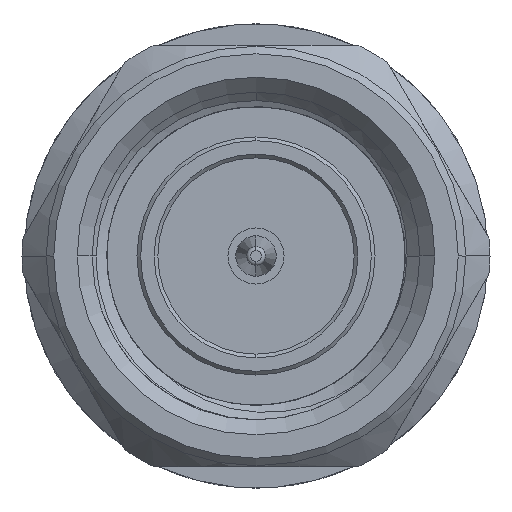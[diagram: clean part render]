
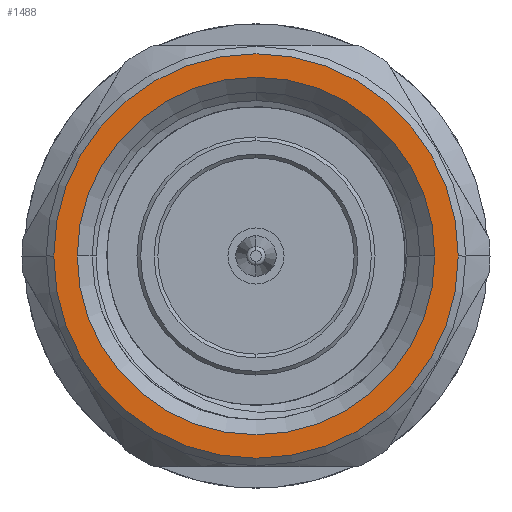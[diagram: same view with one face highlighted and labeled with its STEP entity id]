
A CAD part, left-side view. The second image highlights one B-rep face of the part: STEP entity #1488.
In plain terms, the highlighted planar face has unit normal (-1, 0, 0).
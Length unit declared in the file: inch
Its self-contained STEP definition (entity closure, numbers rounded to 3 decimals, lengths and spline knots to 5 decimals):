
#35 = AXIS2_PLACEMENT_3D ( 'NONE', #434, #1858, #2510 ) ;
#91 = FACE_OUTER_BOUND ( 'NONE', #1657, .T. ) ;
#93 = EDGE_CURVE ( 'NONE', #2547, #2009, #4202, .T. ) ;
#101 = CIRCLE ( 'NONE', #766, 0.23875 ) ;
#428 = CARTESIAN_POINT ( 'NONE',  ( 0., 0., 0. ) ) ;
#434 = CARTESIAN_POINT ( 'NONE',  ( 0., 0.2701, 0. ) ) ;
#575 = ORIENTED_EDGE ( 'NONE', *, *, #2320, .T. ) ;
#755 = EDGE_LOOP ( 'NONE', ( #3776, #575 ) ) ;
#766 = AXIS2_PLACEMENT_3D ( 'NONE', #3091, #2051, #1672 ) ;
#1081 = DIRECTION ( 'NONE',  ( -1., 0., 0. ) ) ;
#1088 = PLANE ( 'NONE',  #35 ) ;
#1171 = DIRECTION ( 'NONE',  ( 0., -1., 0. ) ) ;
#1224 = EDGE_CURVE ( 'NONE', #2009, #2547, #4462, .T. ) ;
#1247 = CARTESIAN_POINT ( 'NONE',  ( 0., 0.2701, 0. ) ) ;
#1488 = ADVANCED_FACE ( 'NONE', ( #91, #4331 ), #1088, .F. ) ;
#1657 = EDGE_LOOP ( 'NONE', ( #3226, #1903 ) ) ;
#1672 = DIRECTION ( 'NONE',  ( 0., -1., 0. ) ) ;
#1819 = AXIS2_PLACEMENT_3D ( 'NONE', #4393, #2346, #1171 ) ;
#1858 = DIRECTION ( 'NONE',  ( 1., 0., 0. ) ) ;
#1861 = DIRECTION ( 'NONE',  ( 0., -1., 0. ) ) ;
#1903 = ORIENTED_EDGE ( 'NONE', *, *, #1224, .T. ) ;
#2009 = VERTEX_POINT ( 'NONE', #2595 ) ;
#2051 = DIRECTION ( 'NONE',  ( 1., 0., 0. ) ) ;
#2237 = CARTESIAN_POINT ( 'NONE',  ( 0., 0., 0. ) ) ;
#2320 = EDGE_CURVE ( 'NONE', #4005, #2942, #3117, .T. ) ;
#2346 = DIRECTION ( 'NONE',  ( -1., 0., 0. ) ) ;
#2381 = AXIS2_PLACEMENT_3D ( 'NONE', #2237, #3702, #1861 ) ;
#2510 = DIRECTION ( 'NONE',  ( 0., 1., 0. ) ) ;
#2547 = VERTEX_POINT ( 'NONE', #1247 ) ;
#2595 = CARTESIAN_POINT ( 'NONE',  ( 0., -0.2701, 0. ) ) ;
#2942 = VERTEX_POINT ( 'NONE', #4049 ) ;
#3091 = CARTESIAN_POINT ( 'NONE',  ( 0., 0., 0. ) ) ;
#3117 = CIRCLE ( 'NONE', #2381, 0.23875 ) ;
#3226 = ORIENTED_EDGE ( 'NONE', *, *, #93, .T. ) ;
#3292 = DIRECTION ( 'NONE',  ( 0., -1., 0. ) ) ;
#3702 = DIRECTION ( 'NONE',  ( 1., 0., 0. ) ) ;
#3776 = ORIENTED_EDGE ( 'NONE', *, *, #3881, .T. ) ;
#3795 = CARTESIAN_POINT ( 'NONE',  ( 0., 0.23875, 0. ) ) ;
#3881 = EDGE_CURVE ( 'NONE', #2942, #4005, #101, .T. ) ;
#4005 = VERTEX_POINT ( 'NONE', #3795 ) ;
#4049 = CARTESIAN_POINT ( 'NONE',  ( 0., -0.23875, 0. ) ) ;
#4202 = CIRCLE ( 'NONE', #1819, 0.2701 ) ;
#4331 = FACE_BOUND ( 'NONE', #755, .T. ) ;
#4393 = CARTESIAN_POINT ( 'NONE',  ( 0., 0., 0. ) ) ;
#4462 = CIRCLE ( 'NONE', #4542, 0.2701 ) ;
#4542 = AXIS2_PLACEMENT_3D ( 'NONE', #428, #1081, #3292 ) ;
